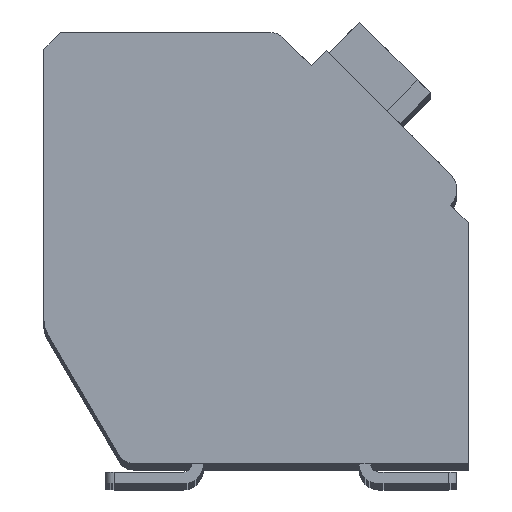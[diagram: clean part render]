
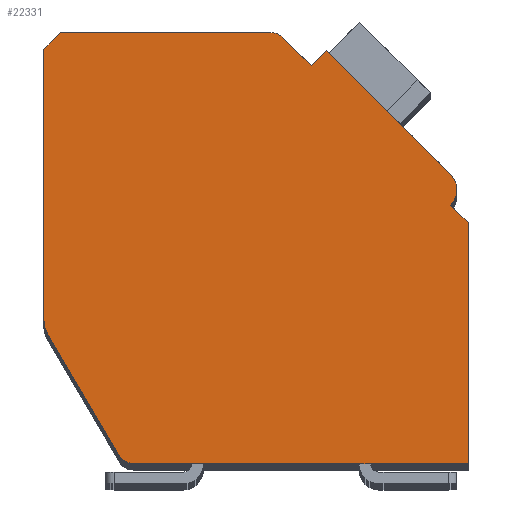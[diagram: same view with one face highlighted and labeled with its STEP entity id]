
A CAD part, top view. The second image highlights one B-rep face of the part: STEP entity #22331.
In plain terms, the highlighted planar face has unit normal (0, 0, 1).
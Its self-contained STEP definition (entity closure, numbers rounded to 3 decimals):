
#831=DIRECTION('',(0.,-1.,0.));
#832=VECTOR('',#831,8.053);
#833=CARTESIAN_POINT('',(-12.7,12.4,2.1));
#834=LINE('',#833,#832);
#835=DIRECTION('',(-0.707,-0.707,0.));
#836=VECTOR('',#835,0.707);
#837=CARTESIAN_POINT('',(-12.2,12.9,2.1));
#838=LINE('',#837,#836);
#839=DIRECTION('',(-1.,0.,0.));
#840=VECTOR('',#839,6.298);
#841=CARTESIAN_POINT('',(-5.902,12.9,2.1));
#842=LINE('',#841,#840);
#843=CARTESIAN_POINT('',(-5.902,12.4,2.1));
#844=DIRECTION('',(0.,0.,1.));
#845=DIRECTION('',(0.707,0.707,0.));
#846=AXIS2_PLACEMENT_3D('',#843,#844,#845);
#848=DIRECTION('',(-0.707,0.707,0.));
#849=VECTOR('',#848,1.197);
#850=CARTESIAN_POINT('',(-4.702,11.907,2.1));
#851=LINE('',#850,#849);
#852=DIRECTION('',(-0.707,-0.707,0.));
#853=VECTOR('',#852,0.65);
#854=CARTESIAN_POINT('',(-4.243,12.367,2.1));
#855=LINE('',#854,#853);
#856=DIRECTION('',(-0.707,0.707,0.));
#857=VECTOR('',#856,5.25);
#858=CARTESIAN_POINT('',(-0.53,8.655,2.1));
#859=LINE('',#858,#857);
#860=CARTESIAN_POINT('',(-0.99,8.195,2.1));
#861=DIRECTION('',(0.,0.,1.));
#862=DIRECTION('',(0.707,-0.707,0.));
#863=AXIS2_PLACEMENT_3D('',#860,#861,#862);
#865=DIRECTION('',(-0.707,0.707,0.));
#866=VECTOR('',#865,0.75);
#867=CARTESIAN_POINT('',(0.,7.205,2.1));
#868=LINE('',#867,#866);
#869=DIRECTION('',(0.,1.,0.));
#870=VECTOR('',#869,7.205);
#871=CARTESIAN_POINT('',(0.,0.,2.1));
#872=LINE('',#871,#870);
#873=DIRECTION('',(1.,0.,0.));
#874=VECTOR('',#873,10.014);
#875=CARTESIAN_POINT('',(-10.014,0.,2.1));
#876=LINE('',#875,#874);
#877=CARTESIAN_POINT('',(-10.014,0.5,2.1));
#878=DIRECTION('',(0.,0.,1.));
#879=DIRECTION('',(-0.862,-0.508,0.));
#880=AXIS2_PLACEMENT_3D('',#877,#878,#879);
#882=DIRECTION('',(0.508,-0.862,0.));
#883=VECTOR('',#882,4.17);
#884=CARTESIAN_POINT('',(-12.562,3.839,2.1));
#885=LINE('',#884,#883);
#886=CARTESIAN_POINT('',(-11.7,4.347,2.1));
#887=DIRECTION('',(0.,0.,1.));
#888=DIRECTION('',(-1.,0.,0.));
#889=AXIS2_PLACEMENT_3D('',#886,#887,#888);
#16505=CARTESIAN_POINT('',(-12.7,12.4,2.1));
#16506=CARTESIAN_POINT('',(-12.7,4.347,2.1));
#16507=VERTEX_POINT('',#16505);
#16508=VERTEX_POINT('',#16506);
#16509=CARTESIAN_POINT('',(-12.562,3.839,2.1));
#16510=VERTEX_POINT('',#16509);
#16511=CARTESIAN_POINT('',(-10.445,0.246,2.1));
#16512=VERTEX_POINT('',#16511);
#16513=CARTESIAN_POINT('',(-10.014,0.,2.1));
#16514=VERTEX_POINT('',#16513);
#16515=CARTESIAN_POINT('',(0.,0.,2.1));
#16516=VERTEX_POINT('',#16515);
#16517=CARTESIAN_POINT('',(0.,7.205,2.1));
#16518=VERTEX_POINT('',#16517);
#16519=CARTESIAN_POINT('',(-0.53,7.735,2.1));
#16520=VERTEX_POINT('',#16519);
#16521=CARTESIAN_POINT('',(-0.53,8.655,2.1));
#16522=VERTEX_POINT('',#16521);
#16523=CARTESIAN_POINT('',(-4.243,12.367,2.1));
#16524=VERTEX_POINT('',#16523);
#16525=CARTESIAN_POINT('',(-4.702,11.907,2.1));
#16526=VERTEX_POINT('',#16525);
#16527=CARTESIAN_POINT('',(-5.548,12.754,2.1));
#16528=VERTEX_POINT('',#16527);
#16529=CARTESIAN_POINT('',(-5.902,12.9,2.1));
#16530=VERTEX_POINT('',#16529);
#16531=CARTESIAN_POINT('',(-12.2,12.9,2.1));
#16532=VERTEX_POINT('',#16531);
#22299=CARTESIAN_POINT('',(0.,0.,2.1));
#22300=DIRECTION('',(0.,0.,1.));
#22301=DIRECTION('',(1.,0.,0.));
#22302=AXIS2_PLACEMENT_3D('',#22299,#22300,#22301);
#22303=PLANE('',#22302);
#22304=ORIENTED_EDGE('',*,*,#21552,.F.);
#22306=ORIENTED_EDGE('',*,*,#22305,.F.);
#22308=ORIENTED_EDGE('',*,*,#22307,.F.);
#22310=ORIENTED_EDGE('',*,*,#22309,.F.);
#22312=ORIENTED_EDGE('',*,*,#22311,.F.);
#22314=ORIENTED_EDGE('',*,*,#22313,.F.);
#22316=ORIENTED_EDGE('',*,*,#22315,.F.);
#22318=ORIENTED_EDGE('',*,*,#22317,.F.);
#22320=ORIENTED_EDGE('',*,*,#22319,.F.);
#22322=ORIENTED_EDGE('',*,*,#22321,.F.);
#22324=ORIENTED_EDGE('',*,*,#22323,.F.);
#22326=ORIENTED_EDGE('',*,*,#22325,.F.);
#22327=ORIENTED_EDGE('',*,*,#21957,.F.);
#22328=ORIENTED_EDGE('',*,*,#21700,.F.);
#22329=EDGE_LOOP('',(#22304,#22306,#22308,#22310,#22312,#22314,#22316,#22318,
#22320,#22322,#22324,#22326,#22327,#22328));
#22330=FACE_OUTER_BOUND('',#22329,.F.);
#847=CIRCLE('',#846,0.5);
#864=CIRCLE('',#863,0.65);
#881=CIRCLE('',#880,0.5);
#890=CIRCLE('',#889,1.);
#21552=EDGE_CURVE('',#16507,#16508,#834,.T.);
#21700=EDGE_CURVE('',#16508,#16510,#890,.T.);
#21957=EDGE_CURVE('',#16510,#16512,#885,.T.);
#22305=EDGE_CURVE('',#16532,#16507,#838,.T.);
#22307=EDGE_CURVE('',#16530,#16532,#842,.T.);
#22309=EDGE_CURVE('',#16528,#16530,#847,.T.);
#22311=EDGE_CURVE('',#16526,#16528,#851,.T.);
#22313=EDGE_CURVE('',#16524,#16526,#855,.T.);
#22315=EDGE_CURVE('',#16522,#16524,#859,.T.);
#22317=EDGE_CURVE('',#16520,#16522,#864,.T.);
#22319=EDGE_CURVE('',#16518,#16520,#868,.T.);
#22321=EDGE_CURVE('',#16516,#16518,#872,.T.);
#22323=EDGE_CURVE('',#16514,#16516,#876,.T.);
#22325=EDGE_CURVE('',#16512,#16514,#881,.T.);
#22331=ADVANCED_FACE('',(#22330),#22303,.T.);
